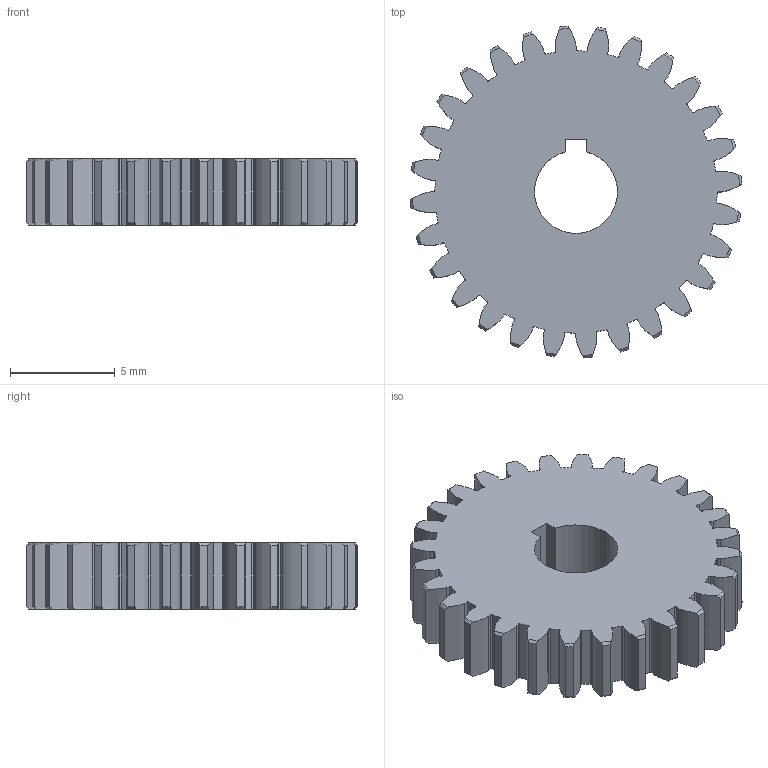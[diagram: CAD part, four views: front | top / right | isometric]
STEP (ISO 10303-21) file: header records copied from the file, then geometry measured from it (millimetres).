
FILE_DESCRIPTION (( 'STEP AP214' ), '1' );
FILE_NAME ('48dp-20pa-28t spur gear.STEP', '2021-08-15T11:21:32', ( '' ), ( '' ), 'SwSTEP 2.0', 'SolidWorks 2019', '' );
FILE_SCHEMA (( 'AUTOMOTIVE_DESIGN' ));
Length unit declared in the file: inch
Products named in the file (1): 48dp-20pa-28t spur gear
Bounding box: 15.86 x 15.86 x 3.17 mm (x, y, z)
Volume: 498.4 mm3; surface area: 657.6 mm2
Topology: 1 solids, 1 shells, 301 faces, 897 edges, 598 vertices
Faces by surface type: cylinder 128, plane 61, cone 56, bspline 56
Entity records: 14167 total; most frequent: CARTESIAN_POINT 6333, ORIENTED_EDGE 1794, DIRECTION 1477, EDGE_CURVE 897, VERTEX_POINT 598, AXIS2_PLACEMENT_3D 558, LINE 361, VECTOR 361
